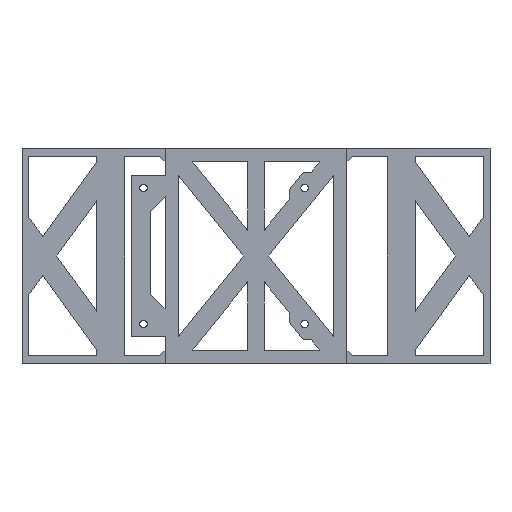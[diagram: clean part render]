
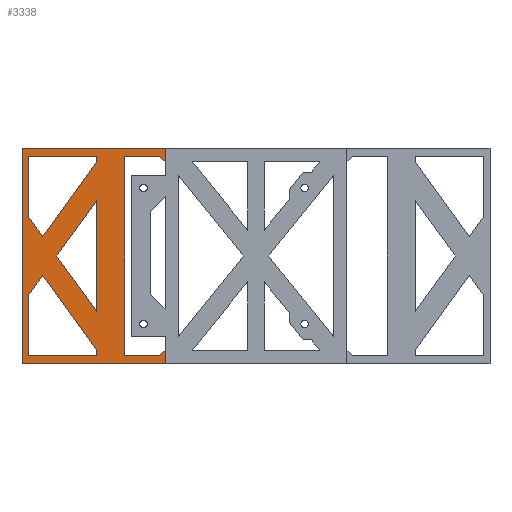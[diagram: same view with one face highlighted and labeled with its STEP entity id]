
A CAD part, front view. The second image highlights one B-rep face of the part: STEP entity #3338.
In plain terms, the highlighted planar face has unit normal (0, -1, 0).
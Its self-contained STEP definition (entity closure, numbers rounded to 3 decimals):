
#38=FACE_BOUND('',#274,.T.);
#39=FACE_BOUND('',#275,.T.);
#40=FACE_BOUND('',#276,.T.);
#112=FACE_OUTER_BOUND('',#273,.T.);
#273=EDGE_LOOP('',(#2445,#2446,#2447,#2448,#2449,#2450,#2451,#2452,#2453,
#2454,#2455,#2456));
#274=EDGE_LOOP('',(#2457,#2458,#2459,#2460,#2461));
#275=EDGE_LOOP('',(#2462,#2463,#2464,#2465,#2466));
#276=EDGE_LOOP('',(#2467,#2468,#2469));
#549=LINE('',#4710,#1028);
#561=LINE('',#4735,#1040);
#567=LINE('',#4746,#1046);
#574=LINE('',#4758,#1053);
#582=LINE('',#4776,#1061);
#591=LINE('',#4795,#1070);
#595=LINE('',#4802,#1074);
#606=LINE('',#4823,#1085);
#611=LINE('',#4832,#1090);
#613=LINE('',#4837,#1092);
#615=LINE('',#4841,#1094);
#616=LINE('',#4843,#1095);
#617=LINE('',#4844,#1096);
#618=LINE('',#4846,#1097);
#619=LINE('',#4847,#1098);
#620=LINE('',#4849,#1099);
#621=LINE('',#4851,#1100);
#622=LINE('',#4852,#1101);
#623=LINE('',#4854,#1102);
#624=LINE('',#4856,#1103);
#625=LINE('',#4858,#1104);
#626=LINE('',#4859,#1105);
#627=LINE('',#4862,#1106);
#628=LINE('',#4864,#1107);
#629=LINE('',#4865,#1108);
#1028=VECTOR('',#3831,10.);
#1040=VECTOR('',#3847,10.);
#1046=VECTOR('',#3857,10.);
#1053=VECTOR('',#3866,10.);
#1061=VECTOR('',#3878,10.);
#1070=VECTOR('',#3891,10.);
#1074=VECTOR('',#3897,10.);
#1085=VECTOR('',#3912,10.);
#1090=VECTOR('',#3919,10.);
#1092=VECTOR('',#3923,10.);
#1094=VECTOR('',#3927,10.);
#1095=VECTOR('',#3928,10.);
#1096=VECTOR('',#3929,10.);
#1097=VECTOR('',#3930,10.);
#1098=VECTOR('',#3931,10.);
#1099=VECTOR('',#3932,10.);
#1100=VECTOR('',#3933,10.);
#1101=VECTOR('',#3934,10.);
#1102=VECTOR('',#3935,10.);
#1103=VECTOR('',#3936,10.);
#1104=VECTOR('',#3937,10.);
#1105=VECTOR('',#3938,10.);
#1106=VECTOR('',#3939,10.);
#1107=VECTOR('',#3940,10.);
#1108=VECTOR('',#3941,10.);
#1487=VERTEX_POINT('',#4707);
#1488=VERTEX_POINT('',#4709);
#1498=VERTEX_POINT('',#4732);
#1499=VERTEX_POINT('',#4734);
#1502=VERTEX_POINT('',#4745);
#1506=VERTEX_POINT('',#4756);
#1513=VERTEX_POINT('',#4773);
#1514=VERTEX_POINT('',#4775);
#1521=VERTEX_POINT('',#4793);
#1522=VERTEX_POINT('',#4794);
#1524=VERTEX_POINT('',#4801);
#1532=VERTEX_POINT('',#4822);
#1534=VERTEX_POINT('',#4828);
#1537=VERTEX_POINT('',#4835);
#1538=VERTEX_POINT('',#4840);
#1539=VERTEX_POINT('',#4842);
#1540=VERTEX_POINT('',#4845);
#1541=VERTEX_POINT('',#4848);
#1542=VERTEX_POINT('',#4850);
#1543=VERTEX_POINT('',#4853);
#1544=VERTEX_POINT('',#4855);
#1545=VERTEX_POINT('',#4857);
#1546=VERTEX_POINT('',#4860);
#1547=VERTEX_POINT('',#4861);
#1548=VERTEX_POINT('',#4863);
#1834=EDGE_CURVE('',#1488,#1487,#549,.T.);
#1846=EDGE_CURVE('',#1498,#1499,#561,.T.);
#1852=EDGE_CURVE('',#1499,#1502,#567,.T.);
#1859=EDGE_CURVE('',#1498,#1506,#574,.T.);
#1867=EDGE_CURVE('',#1514,#1513,#582,.T.);
#1876=EDGE_CURVE('',#1521,#1522,#591,.T.);
#1880=EDGE_CURVE('',#1524,#1521,#595,.T.);
#1891=EDGE_CURVE('',#1532,#1522,#606,.T.);
#1896=EDGE_CURVE('',#1534,#1532,#611,.T.);
#1898=EDGE_CURVE('',#1513,#1537,#613,.T.);
#1900=EDGE_CURVE('',#1538,#1524,#615,.T.);
#1901=EDGE_CURVE('',#1539,#1538,#616,.T.);
#1902=EDGE_CURVE('',#1502,#1539,#617,.T.);
#1903=EDGE_CURVE('',#1506,#1540,#618,.T.);
#1904=EDGE_CURVE('',#1534,#1540,#619,.T.);
#1905=EDGE_CURVE('',#1514,#1541,#620,.T.);
#1906=EDGE_CURVE('',#1542,#1537,#621,.T.);
#1907=EDGE_CURVE('',#1541,#1542,#622,.T.);
#1908=EDGE_CURVE('',#1543,#1488,#623,.T.);
#1909=EDGE_CURVE('',#1544,#1487,#624,.T.);
#1910=EDGE_CURVE('',#1545,#1544,#625,.T.);
#1911=EDGE_CURVE('',#1543,#1545,#626,.T.);
#1912=EDGE_CURVE('',#1546,#1547,#627,.T.);
#1913=EDGE_CURVE('',#1548,#1546,#628,.T.);
#1914=EDGE_CURVE('',#1547,#1548,#629,.T.);
#2445=ORIENTED_EDGE('',*,*,#1896,.T.);
#2446=ORIENTED_EDGE('',*,*,#1891,.T.);
#2447=ORIENTED_EDGE('',*,*,#1876,.F.);
#2448=ORIENTED_EDGE('',*,*,#1880,.F.);
#2449=ORIENTED_EDGE('',*,*,#1900,.F.);
#2450=ORIENTED_EDGE('',*,*,#1901,.F.);
#2451=ORIENTED_EDGE('',*,*,#1902,.F.);
#2452=ORIENTED_EDGE('',*,*,#1852,.F.);
#2453=ORIENTED_EDGE('',*,*,#1846,.F.);
#2454=ORIENTED_EDGE('',*,*,#1859,.T.);
#2455=ORIENTED_EDGE('',*,*,#1903,.T.);
#2456=ORIENTED_EDGE('',*,*,#1904,.F.);
#2457=ORIENTED_EDGE('',*,*,#1905,.F.);
#2458=ORIENTED_EDGE('',*,*,#1867,.T.);
#2459=ORIENTED_EDGE('',*,*,#1898,.T.);
#2460=ORIENTED_EDGE('',*,*,#1906,.F.);
#2461=ORIENTED_EDGE('',*,*,#1907,.F.);
#2462=ORIENTED_EDGE('',*,*,#1908,.T.);
#2463=ORIENTED_EDGE('',*,*,#1834,.T.);
#2464=ORIENTED_EDGE('',*,*,#1909,.F.);
#2465=ORIENTED_EDGE('',*,*,#1910,.F.);
#2466=ORIENTED_EDGE('',*,*,#1911,.F.);
#2467=ORIENTED_EDGE('',*,*,#1912,.F.);
#2468=ORIENTED_EDGE('',*,*,#1913,.F.);
#2469=ORIENTED_EDGE('',*,*,#1914,.F.);
#3188=PLANE('',#3510);
#3338=ADVANCED_FACE('',(#112,#38,#39,#40),#3188,.F.);
#3510=AXIS2_PLACEMENT_3D('',#4839,#3925,#3926);
#3831=DIRECTION('',(-1.,0.,0.));
#3847=DIRECTION('',(0.707,0.,0.707));
#3857=DIRECTION('',(0.,0.,-1.));
#3866=DIRECTION('',(-1.,0.,0.));
#3878=DIRECTION('',(1.,0.,0.));
#3891=DIRECTION('',(-0.707,0.,0.707));
#3897=DIRECTION('',(0.,0.,-1.));
#3912=DIRECTION('',(1.,0.,0.));
#3919=DIRECTION('',(0.,0.,1.));
#3923=DIRECTION('',(0.,0.,-1.));
#3925=DIRECTION('center_axis',(0.,1.,0.));
#3926=DIRECTION('ref_axis',(0.,0.,-1.));
#3927=DIRECTION('',(1.,0.,0.));
#3928=DIRECTION('',(0.,0.,1.));
#3929=DIRECTION('',(-1.,0.,0.));
#3930=DIRECTION('',(0.,0.,1.));
#3931=DIRECTION('',(0.,0.,-1.));
#3932=DIRECTION('',(0.,0.,-1.));
#3933=DIRECTION('',(0.585,0.,0.811));
#3934=DIRECTION('',(0.585,0.,-0.811));
#3935=DIRECTION('',(0.,0.,-1.));
#3936=DIRECTION('',(0.,0.,-1.));
#3937=DIRECTION('',(-0.585,0.,-0.811));
#3938=DIRECTION('',(-0.585,0.,0.811));
#3939=DIRECTION('',(0.,0.,1.));
#3940=DIRECTION('',(0.585,0.,-0.811));
#3941=DIRECTION('',(-0.585,0.,-0.811));
#4707=CARTESIAN_POINT('',(-83.75,22.5,-47.));
#4709=CARTESIAN_POINT('',(-59.25,22.5,-47.));
#4710=CARTESIAN_POINT('',(-47.625,22.5,-47.));
#4732=CARTESIAN_POINT('',(-36.75,22.5,-47.));
#4734=CARTESIAN_POINT('',(-34.75,22.5,-45.));
#4735=CARTESIAN_POINT('',(-36.438,22.5,-46.688));
#4745=CARTESIAN_POINT('',(-34.75,22.5,-49.75));
#4746=CARTESIAN_POINT('',(-34.75,22.5,-49.875));
#4756=CARTESIAN_POINT('',(-49.25,22.5,-47.));
#4758=CARTESIAN_POINT('',(-38.375,22.5,-47.));
#4773=CARTESIAN_POINT('',(-59.25,22.5,25.));
#4775=CARTESIAN_POINT('',(-83.75,22.5,25.));
#4776=CARTESIAN_POINT('',(-47.625,22.5,25.));
#4793=CARTESIAN_POINT('',(-34.75,22.5,23.));
#4794=CARTESIAN_POINT('',(-36.75,22.5,25.));
#4795=CARTESIAN_POINT('',(-17.062,22.5,5.313));
#4801=CARTESIAN_POINT('',(-34.75,22.5,27.75));
#4802=CARTESIAN_POINT('',(-34.75,22.5,-13.5));
#4822=CARTESIAN_POINT('',(-49.25,22.5,25.));
#4823=CARTESIAN_POINT('',(-38.375,22.5,25.));
#4828=CARTESIAN_POINT('',(-49.25,22.5,23.));
#4832=CARTESIAN_POINT('',(-49.25,22.5,-13.375));
#4835=CARTESIAN_POINT('',(-59.25,22.5,23.));
#4837=CARTESIAN_POINT('',(-59.25,22.5,-13.375));
#4839=CARTESIAN_POINT('Origin',(-34.75,22.5,-49.75));
#4840=CARTESIAN_POINT('',(-86.25,22.5,27.75));
#4841=CARTESIAN_POINT('',(-34.875,22.5,27.75));
#4842=CARTESIAN_POINT('',(-86.25,22.5,-49.75));
#4843=CARTESIAN_POINT('',(-86.25,22.5,-48.563));
#4844=CARTESIAN_POINT('',(-1.875,22.5,-49.75));
#4845=CARTESIAN_POINT('',(-49.25,22.5,-45.));
#4846=CARTESIAN_POINT('',(-49.25,22.5,-47.375));
#4847=CARTESIAN_POINT('',(-49.25,22.5,-13.375));
#4848=CARTESIAN_POINT('',(-83.75,22.5,2.878));
#4849=CARTESIAN_POINT('',(-83.75,22.5,-47.375));
#4850=CARTESIAN_POINT('',(-78.75,22.5,-4.061));
#4851=CARTESIAN_POINT('',(-82.066,22.5,-8.663));
#4852=CARTESIAN_POINT('',(-62.896,22.5,-26.063));
#4853=CARTESIAN_POINT('',(-59.25,22.5,-45.));
#4854=CARTESIAN_POINT('',(-59.25,22.5,-47.375));
#4855=CARTESIAN_POINT('',(-83.75,22.5,-24.878));
#4856=CARTESIAN_POINT('',(-83.75,22.5,-47.375));
#4857=CARTESIAN_POINT('',(-78.75,22.5,-17.939));
#4858=CARTESIAN_POINT('',(-78.775,22.5,-17.973));
#4859=CARTESIAN_POINT('',(-53.937,22.5,-52.374));
#4860=CARTESIAN_POINT('',(-59.25,22.5,-31.122));
#4861=CARTESIAN_POINT('',(-59.25,22.5,9.122));
#4862=CARTESIAN_POINT('',(-59.25,22.5,-40.436));
#4863=CARTESIAN_POINT('',(-73.75,22.5,-11.));
#4864=CARTESIAN_POINT('',(-57.896,22.5,-33.002));
#4865=CARTESIAN_POINT('',(-69.025,22.5,-4.443));
